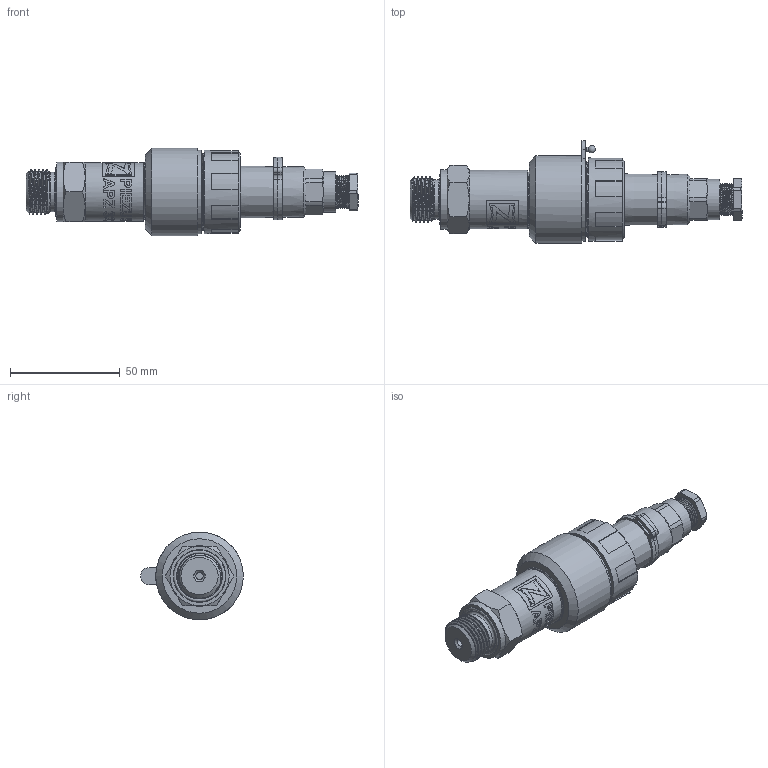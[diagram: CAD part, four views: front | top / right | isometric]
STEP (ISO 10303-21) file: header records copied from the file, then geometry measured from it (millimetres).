
FILE_DESCRIPTION(/* description */ (''),/* implementation_level */ '2;1');
FILE_NAME(/* name */ 'APZ3230_5_Buccaneer.step',/* time_stamp */ '2021-06-25T12:06:03+03:00',/* author */ (''),/* organization */ (''),/* preprocessor_version */ 'ST-DEVELOPER v18.1',/* originating_system */ 'Autodesk Translation Framework v10.9.0.1377',/* authorisation */ '');
FILE_SCHEMA (('AUTOMOTIVE_DESIGN { 1 0 10303 214 3 1 1 }'));
Length unit declared in the file: millimetre
Products named in the file (9): АПЗ 3420 в.2; G1/2 DIN; Bucaneer assembly v5; Bucaneer male v11; px0735-p; px0735-p_1; Bucaneer female v5; px0736-s; px0736-s_2
Assembly tree (8 placements, depth 5):
  АПЗ 3420 в.2
    G1/2 DIN
    Bucaneer assembly v5
      Bucaneer male v11
        px0735-p
          px0735-p_1
      Bucaneer female v5
        px0736-s
          px0736-s_2
Bounding box: 151.59 x 46.89 x 40 mm (x, y, z)
Volume: 78787.8 mm3; surface area: 49050 mm2
Topology: 14 solids, 18 shells, 1688 faces, 4660 edges, 3064 vertices
Faces by surface type: plane 1011, bspline 299, cylinder 224, cone 123, torus 20, sphere 11
Full cylindrical faces by diameter (mm): 2.03 x1, 2.413 x4, 2.439 x6, 2.459 x2, 2.464 x2, 2.87 x4, 3 x4, 3.3 x1, 3.302 x6, 3.734 x2, 4.1 x6, 4.19 x2, 4.47 x2, 8.255 x1, 9.53 x2, 11.938 x1, 12.09 x1, 13.716 x1, 13.741 x5, 14.021 x1, 14.884 x6, 15.062 x9, 16.61 x1, 17 x1, 18 x2, 18.42 x1, 18.631 x4, 20.1 x2, 20.447 x1, 20.45 x1
Entity records: 89197 total; most frequent: CARTESIAN_POINT 48149, ORIENTED_EDGE 9294, DIRECTION 7138, EDGE_CURVE 4647, VERTEX_POINT 3064, LINE 2964, VECTOR 2964, AXIS2_PLACEMENT_3D 2087
